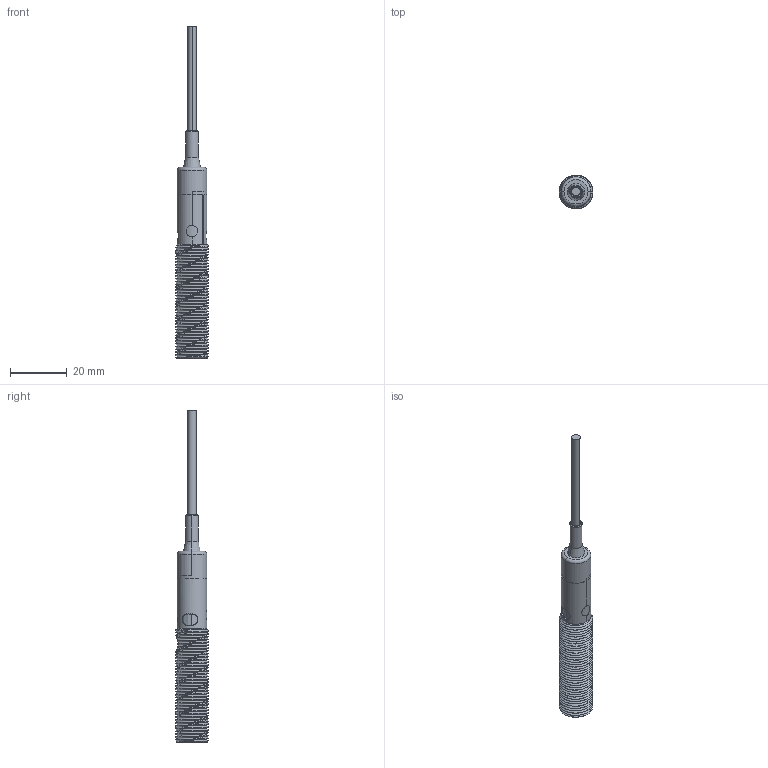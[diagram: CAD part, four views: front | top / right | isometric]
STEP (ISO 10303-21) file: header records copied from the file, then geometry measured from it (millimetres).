
FILE_DESCRIPTION((''),'2;1');
FILE_NAME('137699_SW','2008-01-07T',('banengservice'),('BANNER ENGINEERING'),'PRO/ENGINEER BY PARAMETRIC TECHNOLOGY CORPORATION, 2006170','PRO/ENGINEER BY PARAMETRIC TECHNOLOGY CORPORATION, 2006170','');
FILE_SCHEMA(('CONFIG_CONTROL_DESIGN'));
Length unit declared in the file: inch
Products named in the file (1): 137699_SW
Bounding box: 11.88 x 11.88 x 117.5 mm (x, y, z)
Volume: 3276.4 mm3; surface area: 9419 mm2
Topology: 6 solids, 6 shells, 466 faces, 1245 edges, 789 vertices
Faces by surface type: cylinder 178, plane 157, bspline 58, cone 34, torus 31, sphere 6, revolution 2
Entity records: 34709 total; most frequent: CARTESIAN_POINT 23599, ORIENTED_EDGE 2486, DIRECTION 2063, EDGE_CURVE 1243, VERTEX_POINT 789, AXIS2_PLACEMENT_3D 757, VECTOR 547, LINE 547
